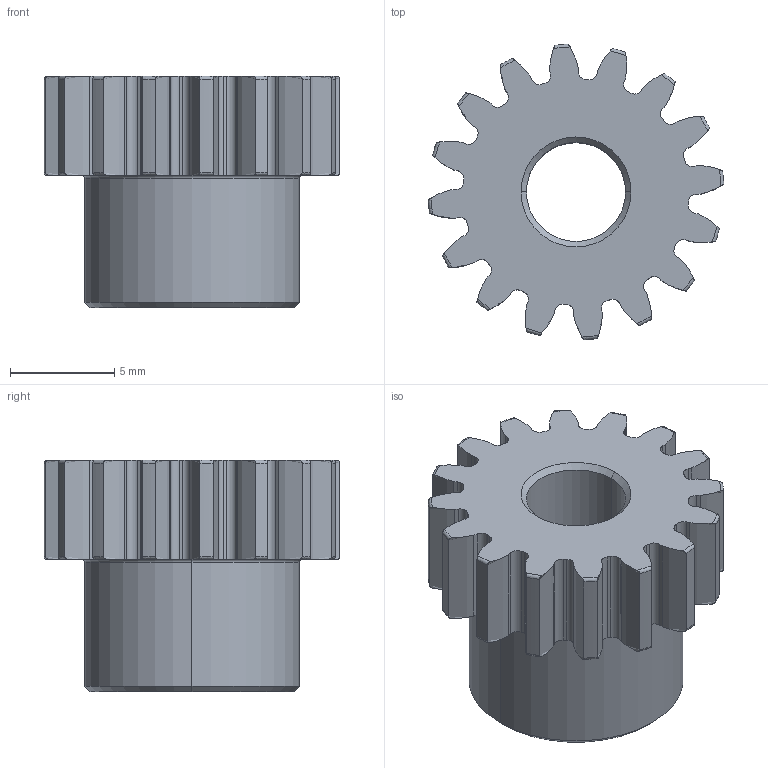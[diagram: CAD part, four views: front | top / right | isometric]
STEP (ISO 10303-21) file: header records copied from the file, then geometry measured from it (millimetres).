
FILE_DESCRIPTION (( 'STEP AP203' ), '1' );
FILE_NAME ('7880K27.step', '2015-09-21T19:10:39', ( '' ), ( '' ), 'SwSTEP 2.0', 'SolidWorks 2010', '' );
FILE_SCHEMA (( 'CONFIG_CONTROL_DESIGN' ));
Length unit declared in the file: inch
Products named in the file (1): 7880K27
Bounding box: 14.2 x 14.2 x 11.13 mm (x, y, z)
Volume: 927.4 mm3; surface area: 937.9 mm2
Topology: 1 solids, 1 shells, 175 faces, 508 edges, 336 vertices
Faces by surface type: cylinder 68, plane 35, torus 34, bspline 32, cone 6
Entity records: 6475 total; most frequent: CARTESIAN_POINT 1948, ORIENTED_EDGE 1016, DIRECTION 846, EDGE_CURVE 508, VERTEX_POINT 336, AXIS2_PLACEMENT_3D 322, LINE 202, VECTOR 202
